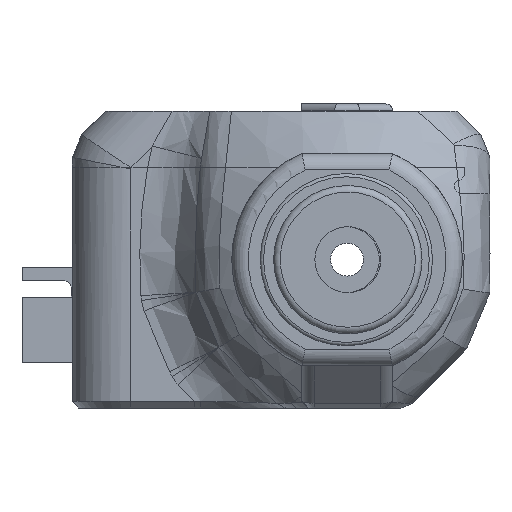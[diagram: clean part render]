
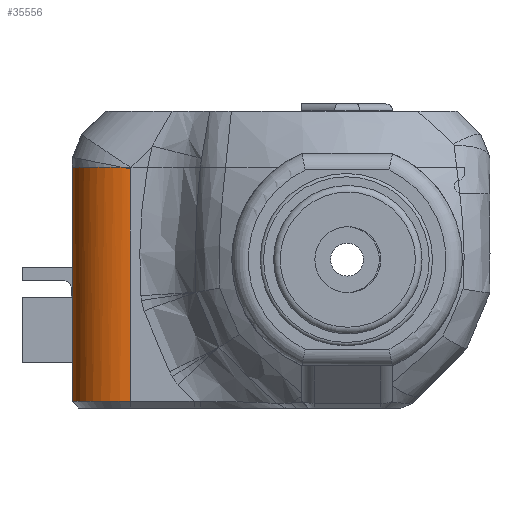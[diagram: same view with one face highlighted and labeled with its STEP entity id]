
A CAD part, front view. The second image highlights one B-rep face of the part: STEP entity #35556.
In plain terms, the highlighted cylindrical face has radius 3.5 mm (diameter 7 mm), a partial arc.
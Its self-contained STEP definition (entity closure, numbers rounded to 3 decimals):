
#2327=ELLIPSE('',#37801,3.569,3.5);
#5805=FACE_OUTER_BOUND('',#7847,.T.);
#7847=EDGE_LOOP('',(#31699,#31700,#31701,#31702,#31703));
#10916=LINE('',#60204,#14177);
#11029=LINE('',#61306,#14290);
#14177=VECTOR('',#44464,10.);
#14290=VECTOR('',#44729,10.);
#15066=CIRCLE('',#37689,3.5);
#15105=CIRCLE('',#37784,3.5);
#17785=VERTEX_POINT('',#59965);
#17786=VERTEX_POINT('',#59967);
#17869=VERTEX_POINT('',#60202);
#17960=VERTEX_POINT('',#60794);
#17990=VERTEX_POINT('',#61305);
#22386=EDGE_CURVE('',#17786,#17785,#15066,.T.);
#22489=EDGE_CURVE('',#17785,#17869,#10916,.T.);
#22620=EDGE_CURVE('',#17960,#17869,#15105,.T.);
#22680=EDGE_CURVE('',#17960,#17990,#11029,.T.);
#22681=EDGE_CURVE('',#17990,#17786,#2327,.T.);
#31699=ORIENTED_EDGE('',*,*,#22620,.F.);
#31700=ORIENTED_EDGE('',*,*,#22680,.T.);
#31701=ORIENTED_EDGE('',*,*,#22681,.T.);
#31702=ORIENTED_EDGE('',*,*,#22386,.T.);
#31703=ORIENTED_EDGE('',*,*,#22489,.T.);
#33957=CYLINDRICAL_SURFACE('',#37800,3.5);
#35556=ADVANCED_FACE('',(#5805),#33957,.T.);
#37689=AXIS2_PLACEMENT_3D('',#59968,#44317,#44318);
#37784=AXIS2_PLACEMENT_3D('',#60796,#44672,#44673);
#37800=AXIS2_PLACEMENT_3D('',#61304,#44727,#44728);
#37801=AXIS2_PLACEMENT_3D('',#61307,#44730,#44731);
#44317=DIRECTION('center_axis',(0.,0.,-1.));
#44318=DIRECTION('ref_axis',(-0.707,-0.707,0.));
#44464=DIRECTION('',(0.,0.,-1.));
#44672=DIRECTION('center_axis',(0.,0.,-1.));
#44673=DIRECTION('ref_axis',(-0.707,-0.707,0.));
#44727=DIRECTION('center_axis',(0.,0.,-1.));
#44728=DIRECTION('ref_axis',(-0.707,-0.707,0.));
#44729=DIRECTION('',(0.,0.,1.));
#44730=DIRECTION('center_axis',(-0.195,0.,
-0.981));
#44731=DIRECTION('ref_axis',(-0.981,0.,0.195));
#59965=CARTESIAN_POINT('',(-16.656,2.572,5.6));
#59967=CARTESIAN_POINT('',(-13.642,-0.894,5.6));
#59968=CARTESIAN_POINT('Origin',(-13.156,2.572,5.6));
#60202=CARTESIAN_POINT('',(-16.656,2.572,-8.6));
#60204=CARTESIAN_POINT('',(-16.656,2.572,-4.5));
#60794=CARTESIAN_POINT('',(-13.156,-0.928,-8.6));
#60796=CARTESIAN_POINT('Origin',(-13.156,2.572,-8.6));
#61304=CARTESIAN_POINT('Origin',(-13.156,2.572,-4.5));
#61305=CARTESIAN_POINT('',(-13.156,-0.928,5.504));
#61306=CARTESIAN_POINT('',(-13.156,-0.928,-4.5));
#61307=CARTESIAN_POINT('Origin',(-13.156,2.572,5.504));
